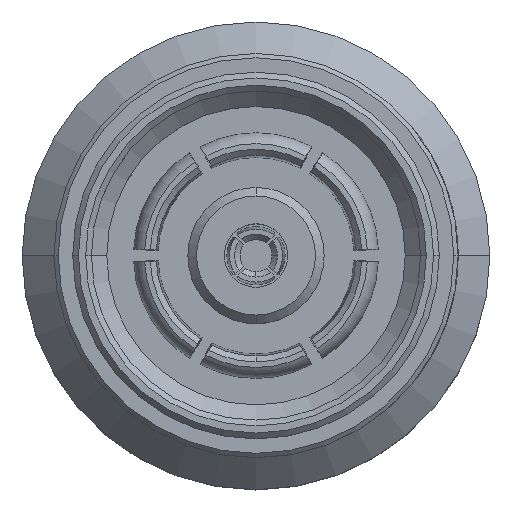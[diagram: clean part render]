
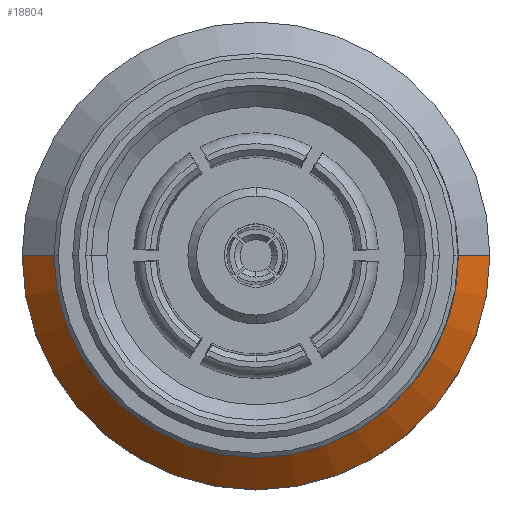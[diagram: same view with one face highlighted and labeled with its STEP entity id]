
A CAD part, top view. The second image highlights one B-rep face of the part: STEP entity #18804.
In plain terms, the highlighted conical face has half-angle 45 degrees and reference radius 8.1 mm.
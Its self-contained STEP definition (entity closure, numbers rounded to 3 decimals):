
#366 = DIRECTION ( 'NONE',  ( 1., 0., 0. ) ) ;
#398 = EDGE_LOOP ( 'NONE', ( #14289, #19735, #12257, #8901 ) ) ;
#428 = DIRECTION ( 'NONE',  ( 0., 0., 1. ) ) ;
#883 = VECTOR ( 'NONE', #9203, 1000. ) ;
#1264 = FACE_OUTER_BOUND ( 'NONE', #398, .T. ) ;
#2017 = VERTEX_POINT ( 'NONE', #16739 ) ;
#2114 = EDGE_CURVE ( 'NONE', #7810, #10718, #15483, .T. ) ;
#2697 = AXIS2_PLACEMENT_3D ( 'NONE', #6441, #17866, #8020 ) ;
#2839 = CARTESIAN_POINT ( 'NONE',  ( 8.1, 0., -5.65 ) ) ;
#3445 = CARTESIAN_POINT ( 'NONE',  ( 0., 0., -3.9 ) ) ;
#3493 = LINE ( 'NONE', #14083, #883 ) ;
#4741 = CARTESIAN_POINT ( 'NONE',  ( 6.35, 0., -3.9 ) ) ;
#6277 = VECTOR ( 'NONE', #14210, 1000. ) ;
#6441 = CARTESIAN_POINT ( 'NONE',  ( 0., 0., -5.65 ) ) ;
#7098 = DIRECTION ( 'NONE',  ( -1., 0., 0. ) ) ;
#7333 = VERTEX_POINT ( 'NONE', #7646 ) ;
#7646 = CARTESIAN_POINT ( 'NONE',  ( -8.1, 0., -5.65 ) ) ;
#7810 = VERTEX_POINT ( 'NONE', #12823 ) ;
#8020 = DIRECTION ( 'NONE',  ( 1., 0., 0. ) ) ;
#8901 = ORIENTED_EDGE ( 'NONE', *, *, #14247, .T. ) ;
#9203 = DIRECTION ( 'NONE',  ( -0.707, 0., -0.707 ) ) ;
#10718 = VERTEX_POINT ( 'NONE', #4741 ) ;
#11695 = CONICAL_SURFACE ( 'NONE', #16315, 8.1, 0.785 ) ;
#12257 = ORIENTED_EDGE ( 'NONE', *, *, #13056, .T. ) ;
#12823 = CARTESIAN_POINT ( 'NONE',  ( -6.35, 0., -3.9 ) ) ;
#13056 = EDGE_CURVE ( 'NONE', #7810, #7333, #3493, .T. ) ;
#14083 = CARTESIAN_POINT ( 'NONE',  ( -8.1, 0., -5.65 ) ) ;
#14210 = DIRECTION ( 'NONE',  ( 0.707, 0., -0.707 ) ) ;
#14247 = EDGE_CURVE ( 'NONE', #7333, #2017, #18776, .T. ) ;
#14289 = ORIENTED_EDGE ( 'NONE', *, *, #16572, .F. ) ;
#14920 = LINE ( 'NONE', #2839, #6277 ) ;
#15483 = CIRCLE ( 'NONE', #15872, 6.35 ) ;
#15872 = AXIS2_PLACEMENT_3D ( 'NONE', #3445, #428, #366 ) ;
#16315 = AXIS2_PLACEMENT_3D ( 'NONE', #18459, #16672, #7098 ) ;
#16572 = EDGE_CURVE ( 'NONE', #10718, #2017, #14920, .T. ) ;
#16672 = DIRECTION ( 'NONE',  ( 0., 0., -1. ) ) ;
#16739 = CARTESIAN_POINT ( 'NONE',  ( 8.1, 0., -5.65 ) ) ;
#17866 = DIRECTION ( 'NONE',  ( 0., 0., 1. ) ) ;
#18459 = CARTESIAN_POINT ( 'NONE',  ( 0., 0., -5.65 ) ) ;
#18776 = CIRCLE ( 'NONE', #2697, 8.1 ) ;
#18804 = ADVANCED_FACE ( 'NONE', ( #1264 ), #11695, .T. ) ;
#19735 = ORIENTED_EDGE ( 'NONE', *, *, #2114, .F. ) ;
